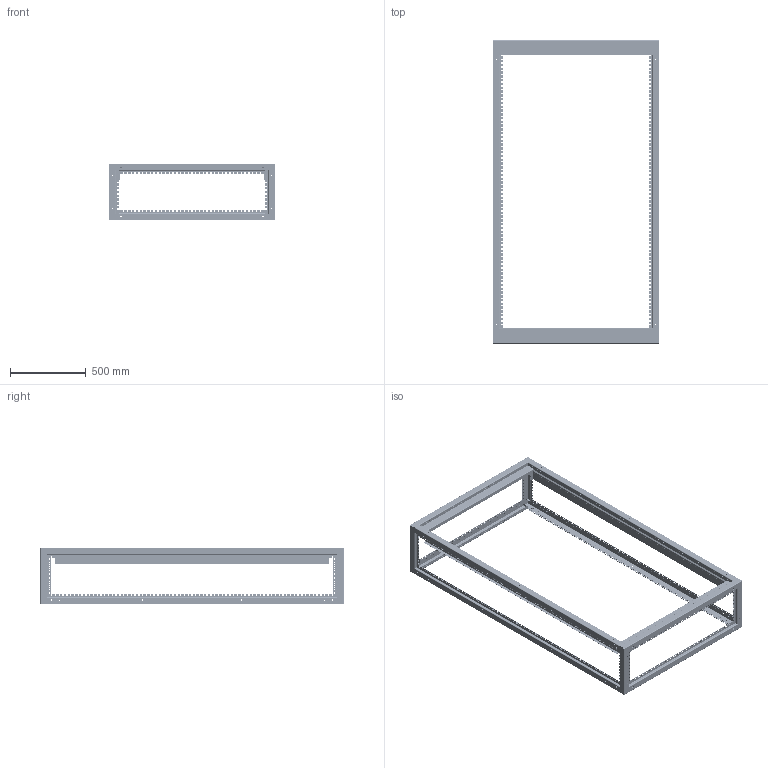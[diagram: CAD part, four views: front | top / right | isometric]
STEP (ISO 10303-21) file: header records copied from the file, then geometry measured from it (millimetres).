
FILE_DESCRIPTION(('STEP AP214'),'1');
FILE_NAME('cctmp_5CA66874-1F41-4EE0-83C8-349B87209792_2023_07_22_16_11_09_0751..stp','2023-07-22T14:11:16',('SIEMENS A&D'),('CADClick - www.CADClick.com'),'Spatial InterOp 3D postprocessed',' ','unknown authorization');
FILE_SCHEMA(('AUTOMOTIVE_DESIGN'));
Length unit declared in the file: millimetre
Products named in the file (27): cc_unnamed; 2023_07_22_16_11_09_0556; 2023_07_22_16_11_09_0552; 2023_07_22_16_11_09_0547; 2023_07_22_16_11_09_0543; 2023_07_22_16_11_09_0539; 2023_07_22_16_11_09_0535; 2023_07_22_16_11_09_0531; 2023_07_22_16_11_09_0526; 2023_07_22_16_11_09_0522; 2023_07_22_16_11_09_0518; 2023_07_22_16_11_09_0514; 2023_07_22_16_11_09_0510; 2023_07_22_16_11_09_0505; 2023_07_22_16_11_09_0501; 2023_07_22_16_11_09_0497; 2023_07_22_16_11_09_0493; 2023_07_22_16_11_09_0489; 2023_07_22_16_11_09_0484; 2023_07_22_16_11_09_0480; 2023_07_22_16_11_09_0476; 2023_07_22_16_11_09_0472; 2023_07_22_16_11_09_0468; 2023_07_22_16_11_09_0463; 2023_07_22_16_11_09_0459; 2023_07_22_16_11_09_0455; 2023_07_22_16_11_09_0451
Assembly tree (26 placements, depth 2):
  cc_unnamed
    2023_07_22_16_11_09_0556
    2023_07_22_16_11_09_0552
    2023_07_22_16_11_09_0547
    2023_07_22_16_11_09_0543
    2023_07_22_16_11_09_0539
    2023_07_22_16_11_09_0535
    2023_07_22_16_11_09_0531
    2023_07_22_16_11_09_0526
    2023_07_22_16_11_09_0522
    2023_07_22_16_11_09_0518
    2023_07_22_16_11_09_0514
    2023_07_22_16_11_09_0510
    2023_07_22_16_11_09_0505
    2023_07_22_16_11_09_0501
    2023_07_22_16_11_09_0497
    2023_07_22_16_11_09_0493
    2023_07_22_16_11_09_0489
    2023_07_22_16_11_09_0484
    2023_07_22_16_11_09_0480
    2023_07_22_16_11_09_0476
    2023_07_22_16_11_09_0472
    2023_07_22_16_11_09_0468
    2023_07_22_16_11_09_0463
    2023_07_22_16_11_09_0459
    2023_07_22_16_11_09_0455
    2023_07_22_16_11_09_0451
Bounding box: 1100 x 2000 x 375 mm (x, y, z)
Volume: 5138846.5 mm3; surface area: 5729296.2 mm2
Topology: 26 solids, 26 shells, 6032 faces, 17800 edges, 11804 vertices
Faces by surface type: plane 3380, cylinder 2588, cone 64
Entity records: 228332 total; most frequent: CARTESIAN_POINT 35943, ORIENTED_EDGE 35600, DIRECTION 35222, EDGE_CURVE 17800, LINE 12448, VECTOR 12448, VERTEX_POINT 11804, AXIS2_PLACEMENT_3D 11387
